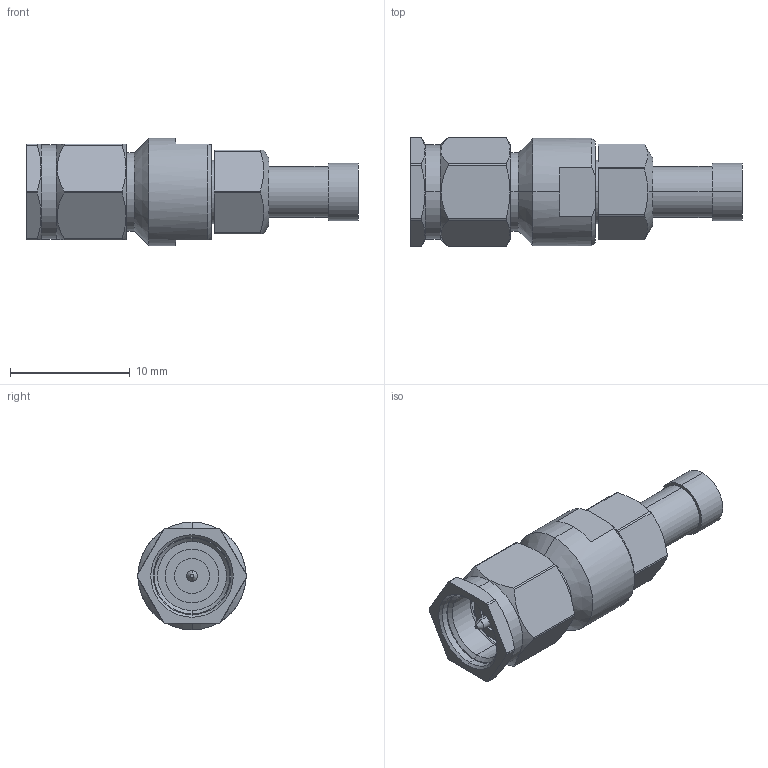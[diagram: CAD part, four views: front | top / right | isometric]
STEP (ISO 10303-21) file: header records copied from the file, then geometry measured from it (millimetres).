
FILE_DESCRIPTION (( 'STEP AP214' ), '1' );
FILE_NAME ('3190-2738.STEP', '2019-05-08T07:27:13', ( '' ), ( '' ), 'SwSTEP 2.0', 'SolidWorks 2017', '' );
FILE_SCHEMA (( 'AUTOMOTIVE_DESIGN' ));
Length unit declared in the file: millimetre
Products named in the file (1): 3190-2738
Bounding box: 27.74 x 9.15 x 9 mm (x, y, z)
Volume: 904.1 mm3; surface area: 1447.2 mm2
Topology: 1 solids, 2 shells, 151 faces, 350 edges, 219 vertices
Faces by surface type: cylinder 72, plane 43, cone 36
Entity records: 4560 total; most frequent: CARTESIAN_POINT 1033, DIRECTION 768, ORIENTED_EDGE 696, EDGE_CURVE 348, AXIS2_PLACEMENT_3D 312, VERTEX_POINT 219, EDGE_LOOP 175, CIRCLE 160
